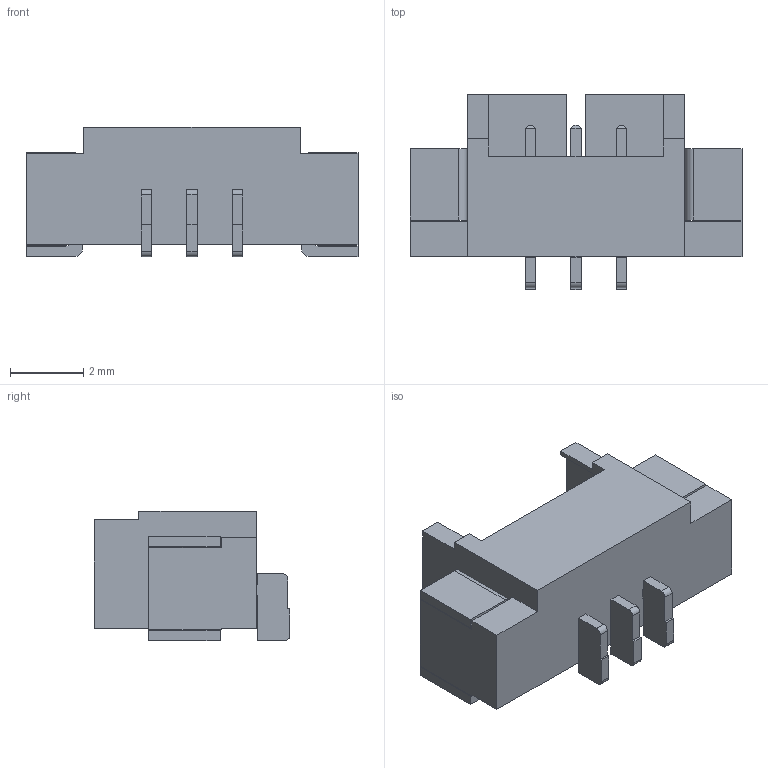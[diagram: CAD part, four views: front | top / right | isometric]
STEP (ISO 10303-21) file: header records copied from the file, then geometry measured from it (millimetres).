
FILE_DESCRIPTION(/* description */ ('Unknown'),/* implementation_level */ '2;1');
FILE_NAME(/* name */ 'JST - GH - SMD (R) - 3Pin - 1.25mm',/* time_stamp */ '2018-11-26T14:18:37-05:00',/* author */ ('Unknown'),/* organization */ ('Unknown'),/* preprocessor_version */ 'ST-DEVELOPER v16.7',/* originating_system */ 'DEX',/* authorisation */ $);
FILE_SCHEMA (('AUTOMOTIVE_DESIGN {1 0 10303 214 3 1 1}'));
Length unit declared in the file: millimetre
Products named in the file (1): JST - GH - SMD (R) - 3Pin - 1.25mm
Bounding box: 9.08 x 5.35 x 3.53 mm (x, y, z)
Volume: 61.6 mm3; surface area: 277.2 mm2
Topology: 3 solids, 23 shells, 313 faces, 769 edges, 508 vertices
Faces by surface type: plane 255, bspline 40, cylinder 18
Entity records: 12311 total; most frequent: CARTESIAN_POINT 3507, ORIENTED_EDGE 1530, DIRECTION 1085, EDGE_CURVE 765, VERTEX_POINT 508, LINE 461, VECTOR 461, EDGE_LOOP 335
